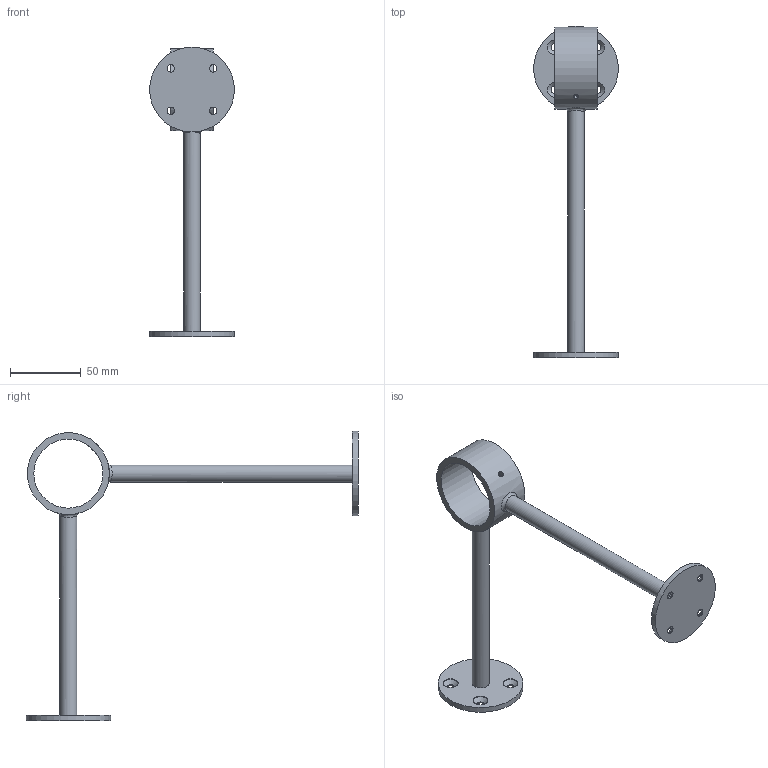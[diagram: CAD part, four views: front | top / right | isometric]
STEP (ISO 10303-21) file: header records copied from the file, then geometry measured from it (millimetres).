
FILE_DESCRIPTION (( 'STEP AP203' ), '1' );
FILE_NAME ('70013-240.STEP', '2023-12-19T12:23:38', ( '' ), ( '' ), 'SwSTEP 2.0', 'SolidWorks 2018', '' );
FILE_SCHEMA (( 'CONFIG_CONTROL_DESIGN' ));
Length unit declared in the file: millimetre
Products named in the file (3): DIN913_DIN 913 M4x5; 70013-240; 70013-240 Teil1_70013-240 Teil1
Assembly tree (2 placements, depth 2):
  70013-240
    70013-240 Teil1_70013-240 Teil1
    DIN913_DIN 913 M4x5
Bounding box: 60 x 235 x 205 mm (x, y, z)
Volume: 79469.9 mm3; surface area: 36070.8 mm2
Topology: 2 solids, 2 shells, 311 faces, 811 edges, 533 vertices
Faces by surface type: plane 159, bspline 117, cylinder 24, cone 11
Full cylindrical faces by diameter (mm): 3.3 x1, 4 x1, 5.2 x8, 10.5 x8, 12 x2, 48.9 x1, 58 x1, 60 x2
Entity records: 16398 total; most frequent: CARTESIAN_POINT 9368, ORIENTED_EDGE 1538, DIRECTION 983, EDGE_CURVE 769, VERTEX_POINT 528, LINE 481, VECTOR 481, EDGE_LOOP 397
